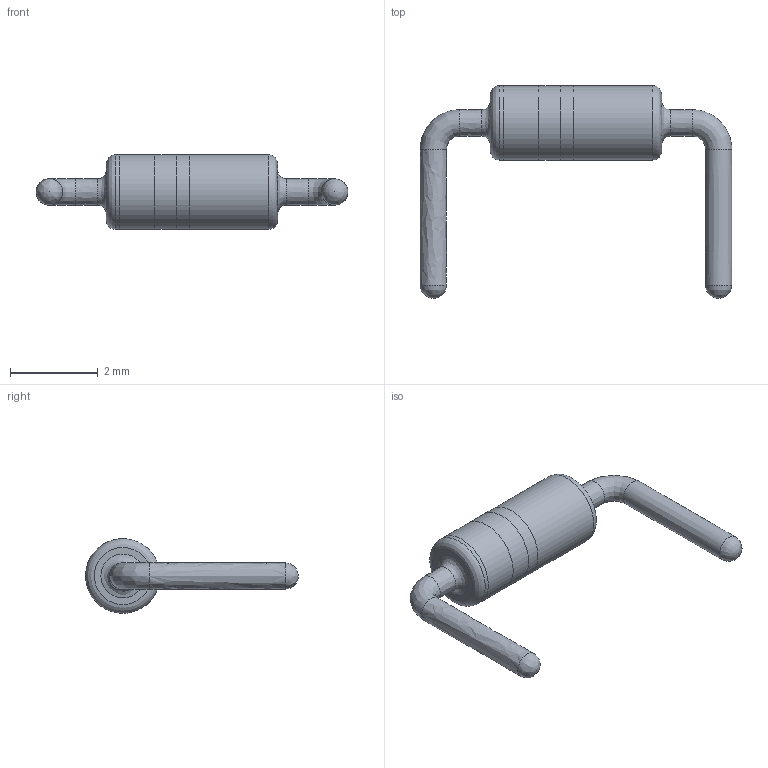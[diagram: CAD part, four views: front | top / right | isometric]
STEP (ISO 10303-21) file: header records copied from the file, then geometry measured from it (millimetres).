
FILE_DESCRIPTION(/* description */ (''),/* implementation_level */ '2;1');
FILE_NAME(/* name */ 'Diode DO-35 Horizontal',/* time_stamp */ '2021-08-14T09:01:02+02:00',/* author */ (''),/* organization */ (''),/* preprocessor_version */ 'ST-DEVELOPER v16.5',/* originating_system */ '',/* authorisation */ '');
FILE_SCHEMA (('AUTOMOTIVE_DESIGN'));
Length unit declared in the file: millimetre
Products named in the file (1): Document
Bounding box: 7.1 x 4.85 x 1.7 mm (x, y, z)
Volume: 0 mm3; surface area: 42.8 mm2
Topology: 6 solids, 13 shells, 81 faces, 197 edges, 130 vertices
Faces by surface type: plane 43, bspline 38
Entity records: 3505 total; most frequent: CARTESIAN_POINT 2080, ORIENTED_EDGE 378, EDGE_CURVE 195, B_SPLINE_CURVE_WITH_KNOTS 150, VERTEX_POINT 130, EDGE_LOOP 85, ADVANCED_FACE 81, FACE_OUTER_BOUND 81
